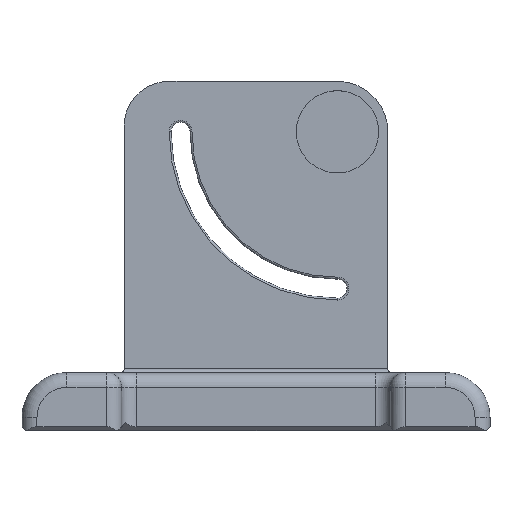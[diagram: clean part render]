
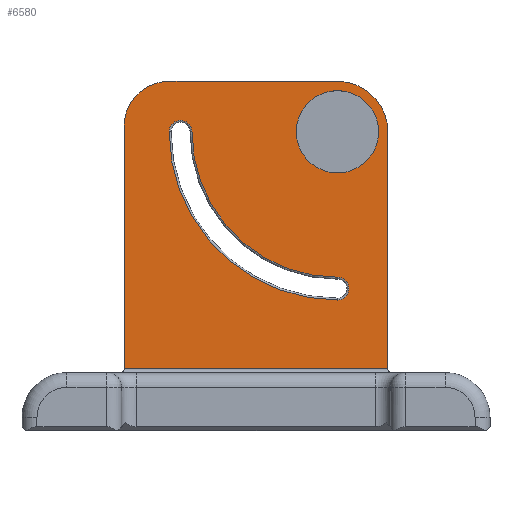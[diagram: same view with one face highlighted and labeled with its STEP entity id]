
A CAD part, top view. The second image highlights one B-rep face of the part: STEP entity #6580.
In plain terms, the highlighted planar face has unit normal (0, 0, 1).
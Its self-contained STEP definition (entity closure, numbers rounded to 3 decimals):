
#61 = CARTESIAN_POINT ( 'NONE',  ( 0., 13.5, 5. ) ) ;
#167 = VERTEX_POINT ( 'NONE', #61 ) ;
#297 = ORIENTED_EDGE ( 'NONE', *, *, #8568, .T. ) ;
#309 = EDGE_CURVE ( 'NONE', #2732, #755, #2886, .T. ) ;
#413 = VECTOR ( 'NONE', #709, 1000. ) ;
#417 = CARTESIAN_POINT ( 'NONE',  ( 0., -45.05, 5. ) ) ;
#502 = ORIENTED_EDGE ( 'NONE', *, *, #1729, .T. ) ;
#505 = VERTEX_POINT ( 'NONE', #8609 ) ;
#692 = ORIENTED_EDGE ( 'NONE', *, *, #4070, .T. ) ;
#709 = DIRECTION ( 'NONE',  ( 0., -1., 0. ) ) ;
#743 = CARTESIAN_POINT ( 'NONE',  ( 13.5, -63.5, 5. ) ) ;
#755 = VERTEX_POINT ( 'NONE', #8686 ) ;
#757 = EDGE_CURVE ( 'NONE', #1575, #5732, #2525, .T. ) ;
#829 = VERTEX_POINT ( 'NONE', #6305 ) ;
#849 = DIRECTION ( 'NONE',  ( 1., 0., 0. ) ) ;
#1477 = LINE ( 'NONE', #2531, #413 ) ;
#1554 = VECTOR ( 'NONE', #10337, 1000. ) ;
#1575 = VERTEX_POINT ( 'NONE', #8507 ) ;
#1703 = CIRCLE ( 'NONE', #6394, 3.05 ) ;
#1729 = EDGE_CURVE ( 'NONE', #7389, #505, #5464, .T. ) ;
#1883 = DIRECTION ( 'NONE',  ( 0., 0., 1. ) ) ;
#1887 = FACE_BOUND ( 'NONE', #4847, .T. ) ;
#1956 = CARTESIAN_POINT ( 'NONE',  ( 0., 0., 5. ) ) ;
#2199 = CARTESIAN_POINT ( 'NONE',  ( 0., 0., 5. ) ) ;
#2311 = AXIS2_PLACEMENT_3D ( 'NONE', #9969, #1883, #7346 ) ;
#2318 = DIRECTION ( 'NONE',  ( 1., 0., 0. ) ) ;
#2525 = CIRCLE ( 'NONE', #10253, 11.025 ) ;
#2531 = CARTESIAN_POINT ( 'NONE',  ( -57.097, 1.5, 5. ) ) ;
#2544 = DIRECTION ( 'NONE',  ( 1., 0., 0. ) ) ;
#2686 = CIRCLE ( 'NONE', #5498, 11.025 ) ;
#2710 = FACE_OUTER_BOUND ( 'NONE', #10610, .T. ) ;
#2731 = VERTEX_POINT ( 'NONE', #10467 ) ;
#2732 = VERTEX_POINT ( 'NONE', #417 ) ;
#2769 = ORIENTED_EDGE ( 'NONE', *, *, #3327, .T. ) ;
#2834 = AXIS2_PLACEMENT_3D ( 'NONE', #1956, #5531, #10095 ) ;
#2863 = ORIENTED_EDGE ( 'NONE', *, *, #5036, .T. ) ;
#2886 = CIRCLE ( 'NONE', #11007, 45.05 ) ;
#2935 = DIRECTION ( 'NONE',  ( 0., 0., -1. ) ) ;
#3113 = DIRECTION ( 'NONE',  ( 0., 0., -1. ) ) ;
#3327 = EDGE_CURVE ( 'NONE', #505, #2732, #1703, .T. ) ;
#3483 = DIRECTION ( 'NONE',  ( 0., 0., 1. ) ) ;
#3728 = VERTEX_POINT ( 'NONE', #743 ) ;
#3741 = PLANE ( 'NONE',  #8525 ) ;
#3789 = DIRECTION ( 'NONE',  ( -1., 0., 0. ) ) ;
#3851 = EDGE_LOOP ( 'NONE', ( #7751, #6348, #502, #2769 ) ) ;
#4070 = EDGE_CURVE ( 'NONE', #9285, #3728, #8868, .T. ) ;
#4172 = AXIS2_PLACEMENT_3D ( 'NONE', #11042, #2935, #10205 ) ;
#4285 = EDGE_CURVE ( 'NONE', #3728, #2731, #6902, .T. ) ;
#4523 = FACE_BOUND ( 'NONE', #3851, .T. ) ;
#4844 = CIRCLE ( 'NONE', #10882, 13.5 ) ;
#4847 = EDGE_LOOP ( 'NONE', ( #6957, #5920 ) ) ;
#4917 = VECTOR ( 'NONE', #849, 1000. ) ;
#4941 = CARTESIAN_POINT ( 'NONE',  ( 0., -42., 5. ) ) ;
#5036 = EDGE_CURVE ( 'NONE', #2731, #167, #4844, .T. ) ;
#5428 = CARTESIAN_POINT ( 'NONE',  ( 28.852, -63.5, 5. ) ) ;
#5464 = CIRCLE ( 'NONE', #2834, 38.95 ) ;
#5498 = AXIS2_PLACEMENT_3D ( 'NONE', #11365, #3483, #10699 ) ;
#5519 = DIRECTION ( 'NONE',  ( -1., 0., 0. ) ) ;
#5531 = DIRECTION ( 'NONE',  ( 0., 0., 1. ) ) ;
#5533 = CARTESIAN_POINT ( 'NONE',  ( -57.097, -63.5, 5. ) ) ;
#5681 = VECTOR ( 'NONE', #3789, 1000. ) ;
#5717 = CARTESIAN_POINT ( 'NONE',  ( -57.097, 1.5, 5. ) ) ;
#5732 = VERTEX_POINT ( 'NONE', #6510 ) ;
#5824 = DIRECTION ( 'NONE',  ( -1., 0., 0. ) ) ;
#5920 = ORIENTED_EDGE ( 'NONE', *, *, #9246, .F. ) ;
#6305 = CARTESIAN_POINT ( 'NONE',  ( -45.097, 13.5, 5. ) ) ;
#6348 = ORIENTED_EDGE ( 'NONE', *, *, #8387, .T. ) ;
#6394 = AXIS2_PLACEMENT_3D ( 'NONE', #4941, #3113, #5824 ) ;
#6510 = CARTESIAN_POINT ( 'NONE',  ( -11.025, 0., 5. ) ) ;
#6580 = ADVANCED_FACE ( 'NONE', ( #1887, #4523, #2710 ), #3741, .F. ) ;
#6902 = LINE ( 'NONE', #10518, #1554 ) ;
#6957 = ORIENTED_EDGE ( 'NONE', *, *, #757, .F. ) ;
#7076 = CARTESIAN_POINT ( 'NONE',  ( 0., 0., 5. ) ) ;
#7188 = DIRECTION ( 'NONE',  ( -1., 0., 0. ) ) ;
#7296 = CARTESIAN_POINT ( 'NONE',  ( 28.852, -76.5, 5. ) ) ;
#7346 = DIRECTION ( 'NONE',  ( 1., 0., 0. ) ) ;
#7351 = DIRECTION ( 'NONE',  ( 0., 0., -1. ) ) ;
#7382 = CIRCLE ( 'NONE', #2311, 12. ) ;
#7389 = VERTEX_POINT ( 'NONE', #8098 ) ;
#7751 = ORIENTED_EDGE ( 'NONE', *, *, #309, .T. ) ;
#7857 = DIRECTION ( 'NONE',  ( 0., 0., 1. ) ) ;
#8098 = CARTESIAN_POINT ( 'NONE',  ( -38.95, 0., 5. ) ) ;
#8234 = CARTESIAN_POINT ( 'NONE',  ( 0., 13.5, 5. ) ) ;
#8387 = EDGE_CURVE ( 'NONE', #755, #7389, #10417, .T. ) ;
#8507 = CARTESIAN_POINT ( 'NONE',  ( 11.025, 0., 5. ) ) ;
#8525 = AXIS2_PLACEMENT_3D ( 'NONE', #7296, #7351, #5519 ) ;
#8568 = EDGE_CURVE ( 'NONE', #10375, #9285, #1477, .T. ) ;
#8609 = CARTESIAN_POINT ( 'NONE',  ( 0., -38.95, 5. ) ) ;
#8686 = CARTESIAN_POINT ( 'NONE',  ( -45.05, 0., 5. ) ) ;
#8714 = EDGE_CURVE ( 'NONE', #829, #10375, #7382, .T. ) ;
#8868 = LINE ( 'NONE', #5428, #4917 ) ;
#9246 = EDGE_CURVE ( 'NONE', #5732, #1575, #2686, .T. ) ;
#9285 = VERTEX_POINT ( 'NONE', #5533 ) ;
#9528 = DIRECTION ( 'NONE',  ( 0., 0., 1. ) ) ;
#9722 = ORIENTED_EDGE ( 'NONE', *, *, #4285, .T. ) ;
#9867 = DIRECTION ( 'NONE',  ( 0., 0., -1. ) ) ;
#9969 = CARTESIAN_POINT ( 'NONE',  ( -45.097, 1.5, 5. ) ) ;
#10095 = DIRECTION ( 'NONE',  ( -1., 0., 0. ) ) ;
#10119 = ORIENTED_EDGE ( 'NONE', *, *, #8714, .T. ) ;
#10205 = DIRECTION ( 'NONE',  ( -1., 0., 0. ) ) ;
#10253 = AXIS2_PLACEMENT_3D ( 'NONE', #7076, #7857, #2544 ) ;
#10337 = DIRECTION ( 'NONE',  ( 0., 1., 0. ) ) ;
#10375 = VERTEX_POINT ( 'NONE', #5717 ) ;
#10417 = CIRCLE ( 'NONE', #4172, 3.05 ) ;
#10467 = CARTESIAN_POINT ( 'NONE',  ( 13.5, 0., 5. ) ) ;
#10518 = CARTESIAN_POINT ( 'NONE',  ( 13.5, -52.5, 5. ) ) ;
#10610 = EDGE_LOOP ( 'NONE', ( #297, #692, #9722, #2863, #11070, #10119 ) ) ;
#10676 = EDGE_CURVE ( 'NONE', #167, #829, #10783, .T. ) ;
#10699 = DIRECTION ( 'NONE',  ( 1., 0., 0. ) ) ;
#10746 = CARTESIAN_POINT ( 'NONE',  ( 0., 0., 5. ) ) ;
#10783 = LINE ( 'NONE', #8234, #5681 ) ;
#10882 = AXIS2_PLACEMENT_3D ( 'NONE', #2199, #9528, #2318 ) ;
#11007 = AXIS2_PLACEMENT_3D ( 'NONE', #10746, #9867, #7188 ) ;
#11042 = CARTESIAN_POINT ( 'NONE',  ( -42., 0., 5. ) ) ;
#11070 = ORIENTED_EDGE ( 'NONE', *, *, #10676, .T. ) ;
#11365 = CARTESIAN_POINT ( 'NONE',  ( 0., 0., 5. ) ) ;
